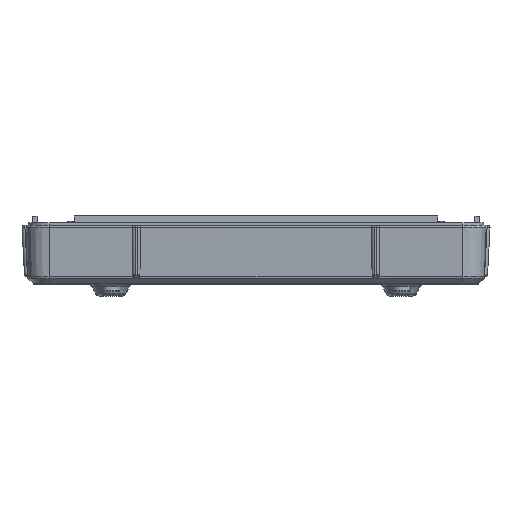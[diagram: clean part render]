
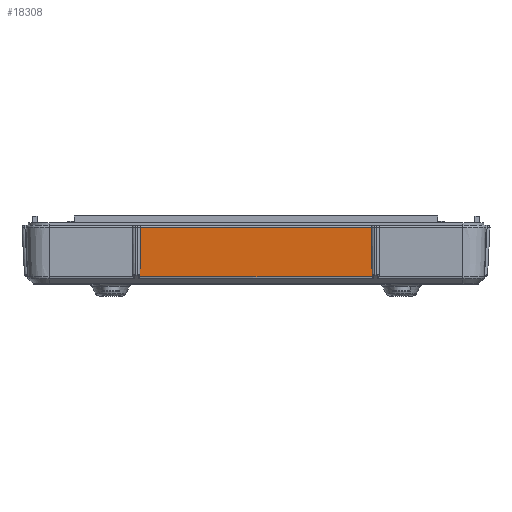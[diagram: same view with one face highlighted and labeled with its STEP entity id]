
A CAD part, top view. The second image highlights one B-rep face of the part: STEP entity #18308.
In plain terms, the highlighted planar face has unit normal (0, -0.035, 0.999).
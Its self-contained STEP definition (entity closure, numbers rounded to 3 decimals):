
#869=ELLIPSE('',#19776,0.432,0.3);
#870=ELLIPSE('',#19777,0.432,0.3);
#1879=LINE('',#38597,#3412);
#1881=LINE('',#38600,#3414);
#1883=LINE('',#38604,#3416);
#2050=LINE('',#41655,#3583);
#3412=VECTOR('',#23056,8.371);
#3414=VECTOR('',#23060,10.);
#3416=VECTOR('',#23064,8.371);
#3583=VECTOR('',#23565,40.052);
#5055=FACE_OUTER_BOUND('',#6159,.T.);
#6159=EDGE_LOOP('',(#14823,#14824,#14825,#14826,#14827,#14828));
#7864=VERTEX_POINT('',#32913);
#7865=VERTEX_POINT('',#32917);
#8219=VERTEX_POINT('',#38596);
#8220=VERTEX_POINT('',#38602);
#8386=VERTEX_POINT('',#41652);
#8387=VERTEX_POINT('',#41654);
#10405=EDGE_CURVE('',#8219,#7864,#1879,.T.);
#10407=EDGE_CURVE('',#7864,#7865,#1881,.T.);
#10409=EDGE_CURVE('',#7865,#8220,#1883,.T.);
#10689=EDGE_CURVE('',#8220,#8386,#869,.T.);
#10690=EDGE_CURVE('',#8387,#8386,#2050,.F.);
#10691=EDGE_CURVE('',#8219,#8387,#870,.T.);
#14823=ORIENTED_EDGE('',*,*,#10689,.T.);
#14824=ORIENTED_EDGE('',*,*,#10690,.F.);
#14825=ORIENTED_EDGE('',*,*,#10691,.F.);
#14826=ORIENTED_EDGE('',*,*,#10405,.T.);
#14827=ORIENTED_EDGE('',*,*,#10407,.T.);
#14828=ORIENTED_EDGE('',*,*,#10409,.T.);
#17555=PLANE('',#19775);
#18308=ADVANCED_FACE('',(#5055),#17555,.T.);
#19775=AXIS2_PLACEMENT_3D('',#41651,#23561,#23562);
#19776=AXIS2_PLACEMENT_3D('',#41653,#23563,#23564);
#19777=AXIS2_PLACEMENT_3D('',#41656,#23566,#23567);
#23056=DIRECTION('',(-0.009,0.999,0.035));
#23060=DIRECTION('',(-1.,0.,0.));
#23064=DIRECTION('',(-0.009,-0.999,-0.035));
#23561=DIRECTION('center_axis',(0.,-0.035,0.999));
#23562=DIRECTION('ref_axis',(0.,-0.999,-0.035));
#23563=DIRECTION('center_axis',(0.,0.035,-0.999));
#23564=DIRECTION('ref_axis',(0.008,0.999,0.035));
#23565=DIRECTION('',(1.,0.,0.));
#23566=DIRECTION('center_axis',(0.,-0.035,0.999));
#23567=DIRECTION('ref_axis',(0.008,-0.999,-0.035));
#32913=CARTESIAN_POINT('',(19.906,-67.703,5.971));
#32917=CARTESIAN_POINT('',(-19.906,-67.703,5.971));
#38596=CARTESIAN_POINT('',(19.979,-76.068,5.679));
#38597=CARTESIAN_POINT('',(19.979,-76.068,5.679));
#38600=CARTESIAN_POINT('',(19.906,-67.703,5.971));
#38602=CARTESIAN_POINT('',(-19.979,-76.068,5.679));
#38604=CARTESIAN_POINT('',(-19.906,-67.703,5.972));
#41651=CARTESIAN_POINT('Origin',(43.99,-66.996,5.996));
#41652=CARTESIAN_POINT('',(-20.026,-76.295,5.671));
#41653=CARTESIAN_POINT('Origin',(-20.279,-76.065,5.679));
#41654=CARTESIAN_POINT('',(20.026,-76.295,5.671));
#41655=CARTESIAN_POINT('',(-20.026,-76.295,5.671));
#41656=CARTESIAN_POINT('Origin',(20.279,-76.065,5.679));
